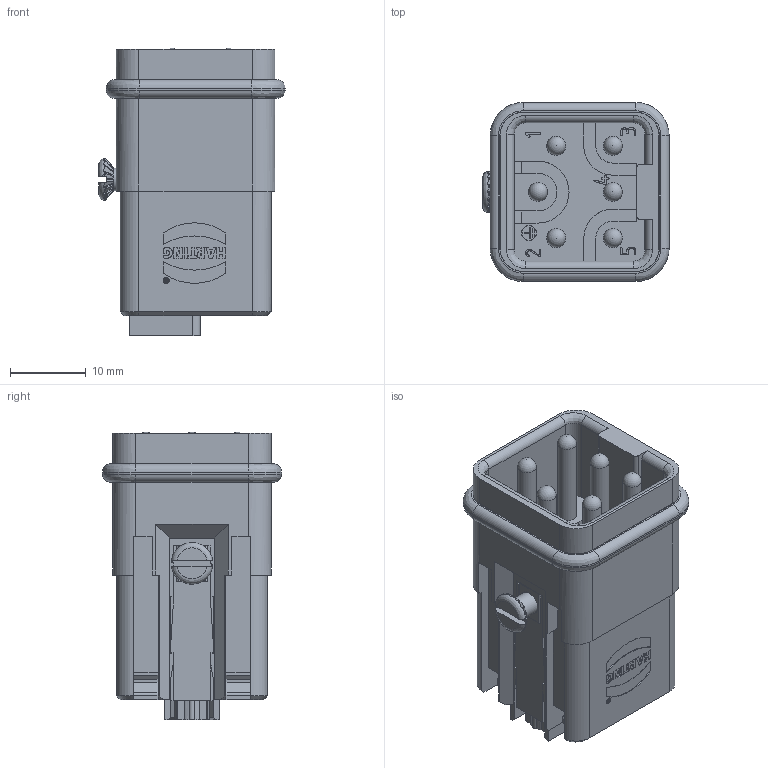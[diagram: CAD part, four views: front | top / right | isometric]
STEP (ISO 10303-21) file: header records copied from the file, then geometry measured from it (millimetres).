
FILE_DESCRIPTION(/* description */ (''),/* implementation_level */ '2;1');
FILE_NAME(/* name */ '100187628ugm000_c.stp',/* time_stamp */ '2017-10-27T13:52:55+02:00',/* author */ (''),/* organization */ (''),/* preprocessor_version */ 'ST-DEVELOPER v16',/* originating_system */ 'SIEMENS PLM Software NX 10.0',/* authorisation */ '');
FILE_SCHEMA (('AUTOMOTIVE_DESIGN { 1 0 10303 214 3 1 1 1 }'));
Length unit declared in the file: millimetre
Products named in the file (1): 100187628ugm000_c
Bounding box: 24.65 x 23.7 x 38.05 mm (x, y, z)
Volume: 9886.4 mm3; surface area: 9318.5 mm2
Topology: 2 solids, 4 shells, 1046 faces, 2989 edges, 2103 vertices
Faces by surface type: plane 695, cylinder 179, bspline 114, extrusion 32, cone 20, sphere 6
Full cylindrical faces by diameter (mm): 0.557 x1, 0.817 x1, 1.95 x2, 2 x8, 2.3 x6, 2.5 x6, 3 x2, 3.1 x7, 3.8 x6
Entity records: 46300 total; most frequent: CARTESIAN_POINT 13526, ORIENTED_EDGE 5504, DIRECTION 4722, EDGE_CURVE 2752, VECTOR 1988, LINE 1956, VERTEX_POINT 1835, AXIS2_PLACEMENT_3D 1367
